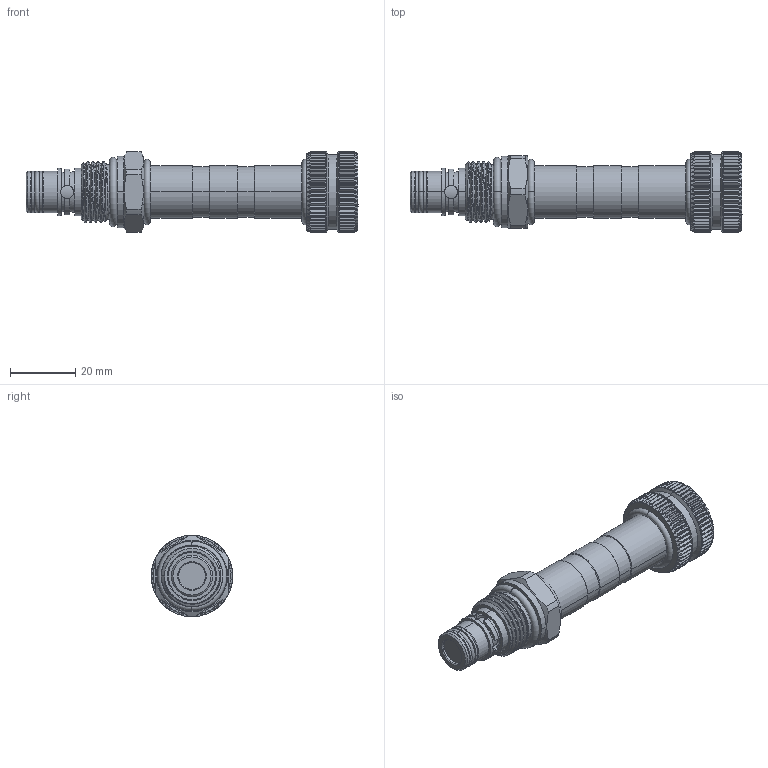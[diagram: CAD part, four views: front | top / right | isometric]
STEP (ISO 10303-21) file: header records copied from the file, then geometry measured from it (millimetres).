
FILE_DESCRIPTION (( 'STEP AP203' ), '1' );
FILE_NAME ('EP08W2C51N02.STEP', '2024-12-09T02:15:29', ( '' ), ( '' ), 'SwSTEP 2.0', 'SolidWorks 2018', '' );
FILE_SCHEMA (( 'CONFIG_CONTROL_DESIGN' ));
Length unit declared in the file: millimetre
Products named in the file (1): EP08W2C51N02
Bounding box: 101.8 x 25 x 25 mm (x, y, z)
Volume: 25789.9 mm3; surface area: 8542.1 mm2
Topology: 1 solids, 1 shells, 934 faces, 2479 edges, 1563 vertices
Faces by surface type: cylinder 407, plane 363, cone 139, torus 16, bspline 9
Entity records: 33791 total; most frequent: CARTESIAN_POINT 11469, ORIENTED_EDGE 4958, DIRECTION 4385, EDGE_CURVE 2479, AXIS2_PLACEMENT_3D 1749, VERTEX_POINT 1563, EDGE_LOOP 952, FACE_OUTER_BOUND 934
